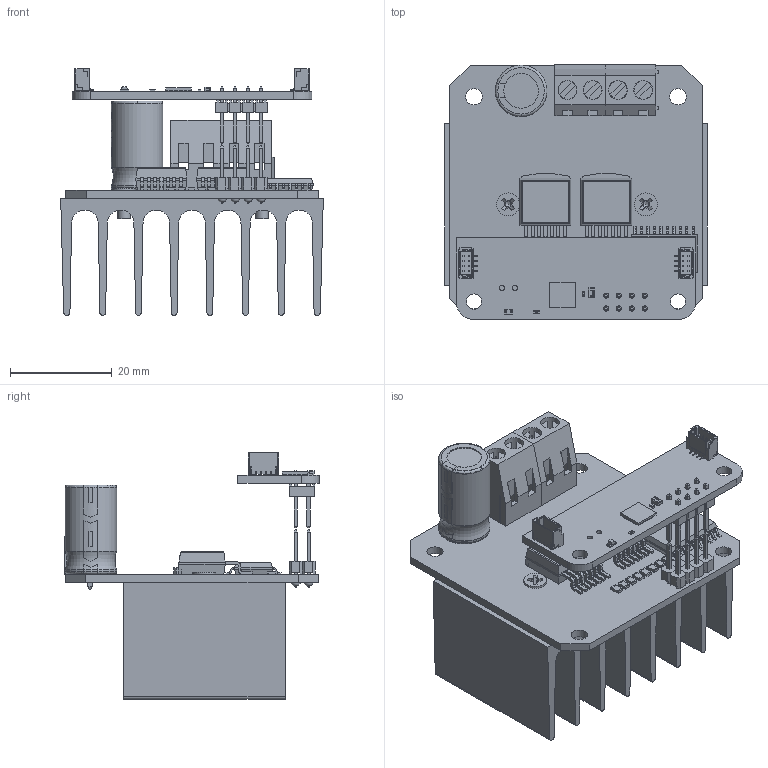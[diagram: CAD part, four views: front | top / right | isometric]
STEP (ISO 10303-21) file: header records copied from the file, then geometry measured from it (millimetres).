
FILE_DESCRIPTION(('Open CASCADE Model'),'2;1');
FILE_NAME('Open CASCADE Shape Model','2025-04-08T05:55:35',('Author'),( 'Open CASCADE'),'Open CASCADE STEP processor 7.5','Open CASCADE 7.5' ,'Unknown');
FILE_SCHEMA(('AUTOMOTIVE_DESIGN { 1 0 10303 214 1 1 1 1 }'));
Length unit declared in the file: millimetre
Products named in the file (51): PCB; Board; Open CASCADE STEP translator 7.5 1.1.1; J10; Conn_Samtec_HTSW-104-07-G-D_eec; HTSW-104-07-G-D_body; T-1S6-07-HTSW-1--07-4-D; U; DUELink-U-Connector-BM04B-SRSS-TB; D; DUELink-Connector-BM04B-SRSS-TB; STAT; 0603 LED Green; Solid1; Solid4; R4; User Library-R SMD 0402; User Library-R SMD 0402_0402 BODY; User Library-R SMD 0402_0402 PAD; User Library-R SMD 0402_0402 OPIS; C2; 0805 SMD Capacitor; C1; C0402; Free-Models; BTS7960 H-Bridge Module; 2Pos Terminal Block_001; Body_001; 2Pos Terminal Block_002; Capacitor_001; BTN7960_001; BTN7960_002; SOJ 20_001; 2x4 Male Header_001; Fillet; M2.5x6-Screw; 0805 Resistor_001; 0805 Resistor_002; 0805 Resistor_003; 0805 Resistor_004 ...
Assembly tree (52 placements, depth 4):
  PCB
    Board
      Open CASCADE STEP translator 7.5 1.1.1
    J10
      Conn_Samtec_HTSW-104-07-G-D_eec
        HTSW-104-07-G-D_body
        T-1S6-07-HTSW-1--07-4-D
    U
      DUELink-U-Connector-BM04B-SRSS-TB
    D
      DUELink-Connector-BM04B-SRSS-TB
    STAT
      0603 LED Green
        Solid1
        Solid4
        Solid1
        Solid1
        Solid4
        Solid1
        Solid1
        Solid1
    R4
      User Library-R SMD 0402
        User Library-R SMD 0402_0402 BODY
        User Library-R SMD 0402_0402 PAD  x2
        User Library-R SMD 0402_0402 OPIS
    C2
      0805 SMD Capacitor
    C1
      C0402
    Free-Models
      BTS7960 H-Bridge Module
        2Pos Terminal Block_001
        Body_001
        2Pos Terminal Block_002
        Capacitor_001
        BTN7960_001
        BTN7960_002
        SOJ 20_001
        2x4 Male Header_001
        Fillet
        M2.5x6-Screw  x2
        0805 Resistor_001
        0805 Resistor_002
        0805 Resistor_003
        0805 Resistor_004
        0805 Resistor_005
        0805 Resistor_006
        0805 Resistor_007
        0805 Resistor_008
      STM32-QFN32
Bounding box: 51.5 x 50 x 48.33 mm (x, y, z)
Volume: 20671.3 mm3; surface area: 28110.9 mm2
Topology: 170 solids, 180 shells, 2889 faces, 8572 edges, 7468 vertices
Faces by surface type: plane 2327, cylinder 420, bspline 84, torus 20, sphere 16, cone 12, revolution 10
Full cylindrical faces by diameter (mm): 1 x1, 1.016 x2, 1.02 x8, 1.6 x2, 2.5 x2, 3 x2, 3.2 x6, 3.6 x2, 3.7 x4, 4.5 x2, 7.4 x2, 9.62 x1, 10.12 x1
Entity records: 113136 total; most frequent: CARTESIAN_POINT 23802, DIRECTION 14933, ORIENTED_EDGE 14048, LINE 7194, VECTOR 7194, EDGE_CURVE 7026, VERTEX_POINT 4546, AXIS2_PLACEMENT_3D 3865
